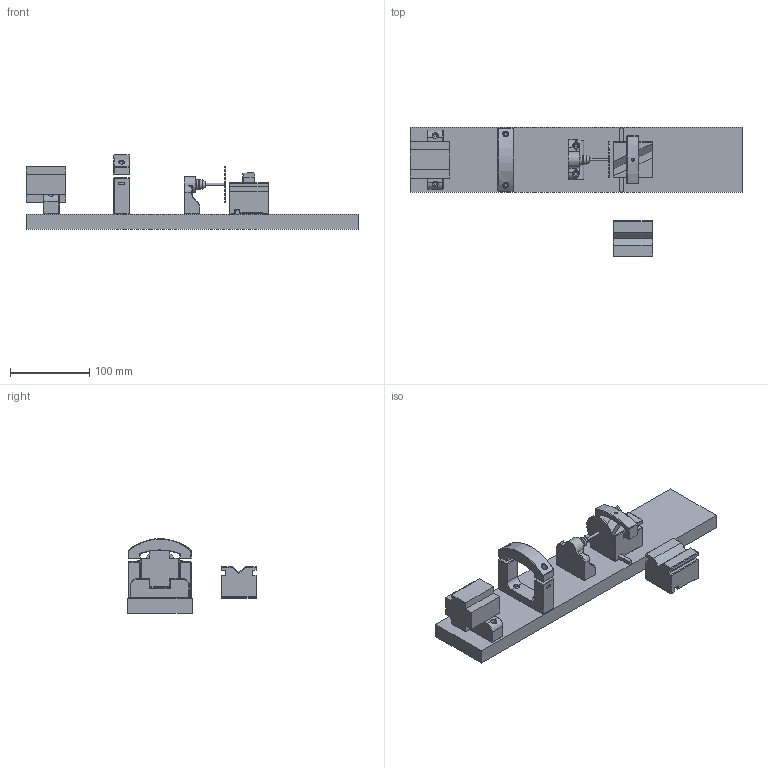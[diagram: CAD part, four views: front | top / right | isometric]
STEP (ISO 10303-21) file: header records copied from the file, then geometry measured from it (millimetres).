
FILE_DESCRIPTION(/* description */ (''),/* implementation_level */ '2;1');
FILE_NAME(/* name */ 'Proxxon-mount-and-shaft-guides.step',/* time_stamp */ '2023-08-25T14:27:52-07:00',/* author */ (''),/* organization */ (''),/* preprocessor_version */ 'ST-DEVELOPER v20',/* originating_system */ 'Autodesk Translation Framework v12.9.0.99',/* authorisation */ '');
FILE_SCHEMA (('AUTOMOTIVE_DESIGN { 1 0 10303 214 3 1 1 }'));
Length unit declared in the file: millimetre
Products named in the file (11): cutoffShaftGuide; Proxxon IBS/E; baseboard; Mount; rear; front; clamp; cutoffWheel; AngleGuide; clamp (1); StraightGuide
Assembly tree (10 placements, depth 3):
  cutoffShaftGuide
    Proxxon IBS/E
    baseboard
    Mount
      rear
      front
      clamp
    cutoffWheel
    AngleGuide
    clamp (1)
    StraightGuide
Bounding box: 420 x 163.5 x 94.14 mm (x, y, z)
Volume: 1032833.4 mm3; surface area: 169787.6 mm2
Topology: 11 solids, 11 shells, 549 faces, 1173 edges, 653 vertices
Faces by surface type: plane 458, cylinder 43, cone 40, bspline 8
Full cylindrical faces by diameter (mm): 3 x1, 3.6 x2, 4 x12, 6.2 x2, 7.2 x6, 9.8 x1, 11.8 x2, 20 x1, 45 x1
Entity records: 15268 total; most frequent: CARTESIAN_POINT 3290, DIRECTION 2364, ORIENTED_EDGE 2346, EDGE_CURVE 1173, LINE 1000, VECTOR 1000, AXIS2_PLACEMENT_3D 682, VERTEX_POINT 653
